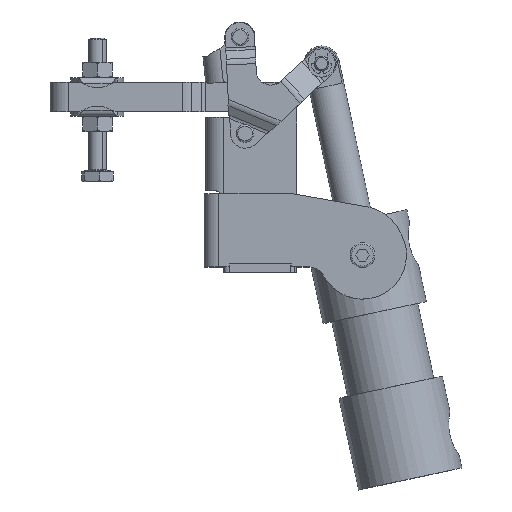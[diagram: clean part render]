
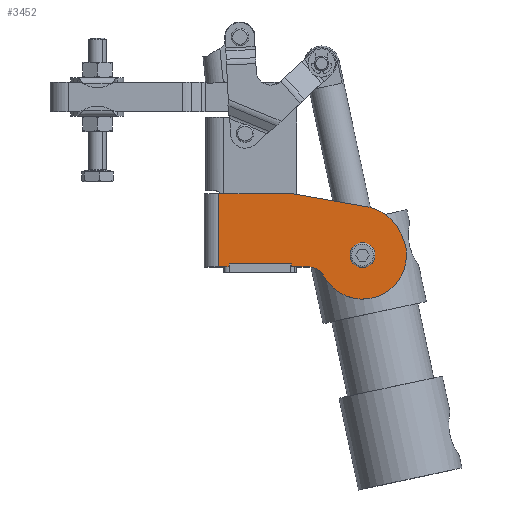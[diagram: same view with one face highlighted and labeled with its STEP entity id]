
A CAD part, top view. The second image highlights one B-rep face of the part: STEP entity #3452.
In plain terms, the highlighted planar face has unit normal (0, 0, 1).
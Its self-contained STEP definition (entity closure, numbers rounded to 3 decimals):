
#2776=CARTESIAN_POINT('',(10.281,23.309,3.));
#2777=VERTEX_POINT('',#2776);
#2793=CARTESIAN_POINT('',(1.781,23.309,3.));
#2794=VERTEX_POINT('',#2793);
#2801=CARTESIAN_POINT('',(6.031,23.309,3.));
#2802=DIRECTION('',(0.0,0.0,-1.0));
#2803=DIRECTION('',(1.0,0.0,0.0));
#2804=AXIS2_PLACEMENT_3D('',#2801,#2802,#2803);
#2805=CIRCLE('',#2804,4.25);
#2806=EDGE_CURVE('',#2777,#2794,#2805,.T.);
#3112=CARTESIAN_POINT('',(-14.946,-0.693,3.));
#3113=VERTEX_POINT('',#3112);
#3129=CARTESIAN_POINT('',(-14.969,-1.216,3.));
#3130=VERTEX_POINT('',#3129);
#3137=CARTESIAN_POINT('',(-8.969,-1.216,3.));
#3138=DIRECTION('',(0.0,0.0,-1.));
#3139=DIRECTION('',(-0.996,0.087,0.0));
#3140=AXIS2_PLACEMENT_3D('',#3137,#3138,#3139);
#3141=CIRCLE('',#3140,6.);
#3142=EDGE_CURVE('',#3130,#3113,#3141,.T.);
#3192=CARTESIAN_POINT('',(10.031,-0.941,3.));
#3193=VERTEX_POINT('',#3192);
#3202=CARTESIAN_POINT('',(9.031,-0.941,3.));
#3203=VERTEX_POINT('',#3202);
#3204=CARTESIAN_POINT('',(9.031,-0.941,3.));
#3205=DIRECTION('',(1.0,0.0,0.0));
#3206=VECTOR('',#3205,1.);
#3207=LINE('',#3204,#3206);
#3208=EDGE_CURVE('',#3203,#3193,#3207,.T.);
#3303=CARTESIAN_POINT('',(9.031,-22.191,3.));
#3304=VERTEX_POINT('',#3303);
#3305=CARTESIAN_POINT('',(9.031,-22.191,3.));
#3306=DIRECTION('',(0.0,1.0,0.0));
#3307=VECTOR('',#3306,21.25);
#3308=LINE('',#3305,#3307);
#3309=EDGE_CURVE('',#3304,#3203,#3308,.T.);
#3327=CARTESIAN_POINT('',(10.031,-22.191,3.));
#3328=VERTEX_POINT('',#3327);
#3342=CARTESIAN_POINT('',(10.031,-22.191,3.));
#3343=DIRECTION('',(-1.0,0.0,0.0));
#3344=VECTOR('',#3343,1.);
#3345=LINE('',#3342,#3344);
#3346=EDGE_CURVE('',#3328,#3304,#3345,.T.);
#3351=CARTESIAN_POINT('',(0.667,2.416,3.));
#3352=DIRECTION('',(0.0,0.0,1.0));
#3353=DIRECTION('',(1.0,0.0,0.0));
#3354=AXIS2_PLACEMENT_3D('',#3351,#3352,#3353);
#3355=PLANE('',#3354);
#3356=ORIENTED_EDGE('',*,*,#3346,.T.);
#3357=ORIENTED_EDGE('',*,*,#3309,.T.);
#3358=ORIENTED_EDGE('',*,*,#3208,.T.);
#3359=CARTESIAN_POINT('',(10.031,4.843,3.));
#3360=VERTEX_POINT('',#3359);
#3361=CARTESIAN_POINT('',(10.031,4.843,3.));
#3362=DIRECTION('',(0.0,-1.0,0.0));
#3363=VECTOR('',#3362,5.784);
#3364=LINE('',#3361,#3363);
#3365=EDGE_CURVE('',#3360,#3193,#3364,.T.);
#3366=ORIENTED_EDGE('',*,*,#3365,.F.);
#3367=CARTESIAN_POINT('',(13.174,10.119,3.));
#3368=VERTEX_POINT('',#3367);
#3369=CARTESIAN_POINT('',(16.031,4.843,3.));
#3370=DIRECTION('',(0.0,0.0,1.0));
#3371=DIRECTION('',(0.476,-0.879,0.0));
#3372=AXIS2_PLACEMENT_3D('',#3369,#3370,#3371);
#3373=CIRCLE('',#3372,6.);
#3374=EDGE_CURVE('',#3368,#3360,#3373,.T.);
#3375=ORIENTED_EDGE('',*,*,#3374,.F.);
#3376=CARTESIAN_POINT('',(-1.081,36.516,3.));
#3377=VERTEX_POINT('',#3376);
#3378=CARTESIAN_POINT('',(6.031,23.309,3.));
#3379=DIRECTION('',(0.0,0.0,-1.));
#3380=DIRECTION('',(0.476,-0.879,0.0));
#3381=AXIS2_PLACEMENT_3D('',#3378,#3379,#3380);
#3382=CIRCLE('',#3381,15.0);
#3383=EDGE_CURVE('',#3377,#3368,#3382,.T.);
#3384=ORIENTED_EDGE('',*,*,#3383,.F.);
#3385=CARTESIAN_POINT('',(-1.988,36.093,3.));
#3386=VERTEX_POINT('',#3385);
#3387=CARTESIAN_POINT('',(-1.988,36.093,3.));
#3388=DIRECTION('',(0.906,0.423,0.0));
#3389=VECTOR('',#3388,1.);
#3390=LINE('',#3387,#3389);
#3391=EDGE_CURVE('',#3386,#3377,#3390,.T.);
#3392=ORIENTED_EDGE('',*,*,#3391,.F.);
#3393=CARTESIAN_POINT('',(-10.421,25.103,3.));
#3394=VERTEX_POINT('',#3393);
#3395=CARTESIAN_POINT('',(4.352,22.499,3.));
#3396=DIRECTION('',(0.0,0.0,-1.));
#3397=DIRECTION('',(-0.423,0.906,0.0));
#3398=AXIS2_PLACEMENT_3D('',#3395,#3396,#3397);
#3399=CIRCLE('',#3398,15.);
#3400=EDGE_CURVE('',#3394,#3386,#3399,.T.);
#3401=ORIENTED_EDGE('',*,*,#3400,.F.);
#3402=CARTESIAN_POINT('',(-14.878,-0.174,3.));
#3403=VERTEX_POINT('',#3402);
#3404=CARTESIAN_POINT('',(-14.878,-0.174,3.));
#3405=DIRECTION('',(0.174,0.985,0.0));
#3406=VECTOR('',#3405,25.667);
#3407=LINE('',#3404,#3406);
#3408=EDGE_CURVE('',#3403,#3394,#3407,.T.);
#3409=ORIENTED_EDGE('',*,*,#3408,.F.);
#3410=CARTESIAN_POINT('',(-8.969,-1.216,3.));
#3411=DIRECTION('',(0.0,0.0,-1.));
#3412=DIRECTION('',(-0.996,0.087,0.0));
#3413=AXIS2_PLACEMENT_3D('',#3410,#3411,#3412);
#3414=CIRCLE('',#3413,6.);
#3415=EDGE_CURVE('',#3113,#3403,#3414,.T.);
#3416=ORIENTED_EDGE('',*,*,#3415,.F.);
#3417=ORIENTED_EDGE('',*,*,#3142,.F.);
#3418=CARTESIAN_POINT('',(-14.969,-25.691,3.));
#3419=VERTEX_POINT('',#3418);
#3420=CARTESIAN_POINT('',(-14.969,-25.691,3.));
#3421=DIRECTION('',(0.0,1.0,0.0));
#3422=VECTOR('',#3421,24.475);
#3423=LINE('',#3420,#3422);
#3424=EDGE_CURVE('',#3419,#3130,#3423,.T.);
#3425=ORIENTED_EDGE('',*,*,#3424,.F.);
#3426=CARTESIAN_POINT('',(10.031,-25.691,3.));
#3427=VERTEX_POINT('',#3426);
#3428=CARTESIAN_POINT('',(-14.969,-25.691,3.));
#3429=DIRECTION('',(1.0,0.0,0.0));
#3430=VECTOR('',#3429,25.0);
#3431=LINE('',#3428,#3430);
#3432=EDGE_CURVE('',#3419,#3427,#3431,.T.);
#3433=ORIENTED_EDGE('',*,*,#3432,.T.);
#3434=CARTESIAN_POINT('',(10.031,-22.191,3.));
#3435=DIRECTION('',(0.0,-1.0,0.0));
#3436=VECTOR('',#3435,3.5);
#3437=LINE('',#3434,#3436);
#3438=EDGE_CURVE('',#3328,#3427,#3437,.T.);
#3439=ORIENTED_EDGE('',*,*,#3438,.F.);
#3440=EDGE_LOOP('',(#3356,#3357,#3358,#3366,#3375,#3384,#3392,#3401,#3409,#3416,#3417,#3425,#3433,#3439));
#3441=FACE_OUTER_BOUND('',#3440,.T.);
#3442=ORIENTED_EDGE('',*,*,#2806,.T.);
#3443=CARTESIAN_POINT('',(6.031,23.309,3.));
#3444=DIRECTION('',(0.0,0.0,-1.0));
#3445=DIRECTION('',(1.0,0.0,0.0));
#3446=AXIS2_PLACEMENT_3D('',#3443,#3444,#3445);
#3447=CIRCLE('',#3446,4.25);
#3448=EDGE_CURVE('',#2794,#2777,#3447,.T.);
#3449=ORIENTED_EDGE('',*,*,#3448,.T.);
#3450=EDGE_LOOP('',(#3442,#3449));
#3451=FACE_BOUND('',#3450,.T.);
#3452=ADVANCED_FACE('',(#3441,#3451),#3355,.T.);
